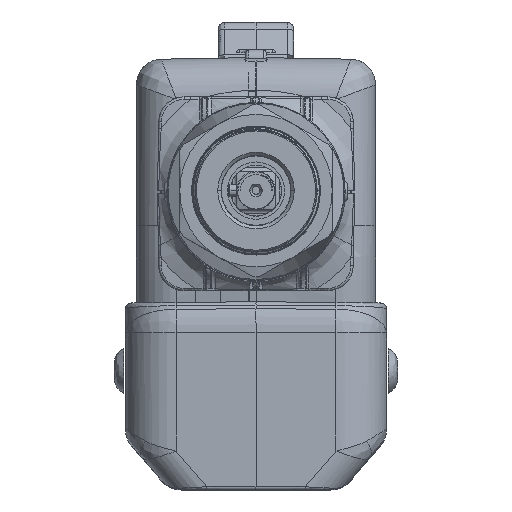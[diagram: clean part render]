
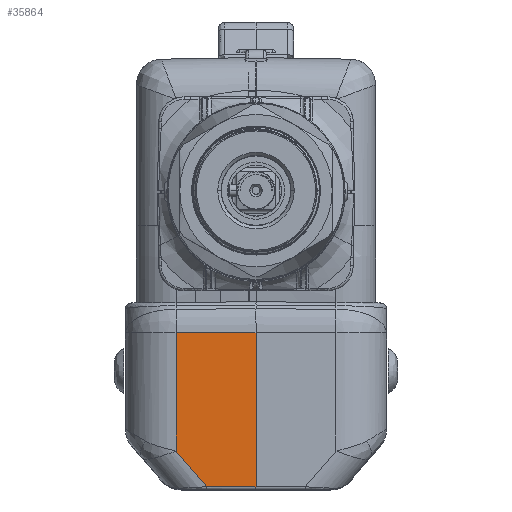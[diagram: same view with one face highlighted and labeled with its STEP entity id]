
A CAD part, top view. The second image highlights one B-rep face of the part: STEP entity #35864.
In plain terms, the highlighted planar face has unit normal (-0.009, 0, 1).
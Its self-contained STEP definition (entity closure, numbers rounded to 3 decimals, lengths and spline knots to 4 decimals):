
#34340=DIRECTION('',(0.,-1.,0.));
#34341=VECTOR('',#34340,1.5112);
#34342=CARTESIAN_POINT('',(0.,-1.3626,-7.5848));
#34343=LINE('',#34342,#34341);
#34356=DIRECTION('',(1.,0.,0.009));
#34357=VECTOR('',#34356,0.4828);
#34358=CARTESIAN_POINT('',(-0.4827,-2.8738,
-7.589));
#34359=LINE('',#34358,#34357);
#34360=DIRECTION('',(-0.652,0.758,-0.006));
#34361=VECTOR('',#34360,0.4626);
#34362=CARTESIAN_POINT('',(-0.4827,-2.8738,
-7.589));
#34363=LINE('',#34362,#34361);
#34364=DIRECTION('',(0.,1.,0.));
#34365=VECTOR('',#34364,1.1587);
#34366=CARTESIAN_POINT('',(-0.7844,-2.5231,
-7.5916));
#34367=LINE('',#34366,#34365);
#34368=DIRECTION('',(-1.,-0.002,-0.009));
#34369=VECTOR('',#34368,0.7844);
#34370=CARTESIAN_POINT('',(0.,-1.3626,-7.5848));
#34371=LINE('',#34370,#34369);
#34835=CARTESIAN_POINT('',(-0.7844,-2.5231,
-7.5916));
#35410=VERTEX_POINT('',#34835);
#35498=CARTESIAN_POINT('',(0.,-1.3626,-7.5848));
#35499=VERTEX_POINT('',#35498);
#35504=CARTESIAN_POINT('',(-0.7844,-1.3643,
-7.5916));
#35505=VERTEX_POINT('',#35504);
#35511=CARTESIAN_POINT('',(0.,-2.8738,-7.5848));
#35512=VERTEX_POINT('',#35511);
#35517=CARTESIAN_POINT('',(-0.4827,-2.8738,
-7.589));
#35518=VERTEX_POINT('',#35517);
#35848=CARTESIAN_POINT('',(0.,-1.2388,-7.5848));
#35849=DIRECTION('',(-0.009,0.,1.));
#35850=DIRECTION('',(0.,-1.,0.));
#35851=AXIS2_PLACEMENT_3D('',#35848,#35849,#35850);
#35852=PLANE('',#35851);
#35854=ORIENTED_EDGE('',*,*,#35853,.F.);
#35856=ORIENTED_EDGE('',*,*,#35855,.T.);
#35858=ORIENTED_EDGE('',*,*,#35857,.T.);
#35860=ORIENTED_EDGE('',*,*,#35859,.F.);
#35861=ORIENTED_EDGE('',*,*,#35837,.T.);
#35862=EDGE_LOOP('',(#35854,#35856,#35858,#35860,#35861));
#35863=FACE_OUTER_BOUND('',#35862,.F.);
#35864=ADVANCED_FACE('',(#35863),#35852,.T.);
#35837=EDGE_CURVE('',#35499,#35512,#34343,.T.);
#35853=EDGE_CURVE('',#35518,#35512,#34359,.T.);
#35855=EDGE_CURVE('',#35518,#35410,#34363,.T.);
#35857=EDGE_CURVE('',#35410,#35505,#34367,.T.);
#35859=EDGE_CURVE('',#35499,#35505,#34371,.T.);
